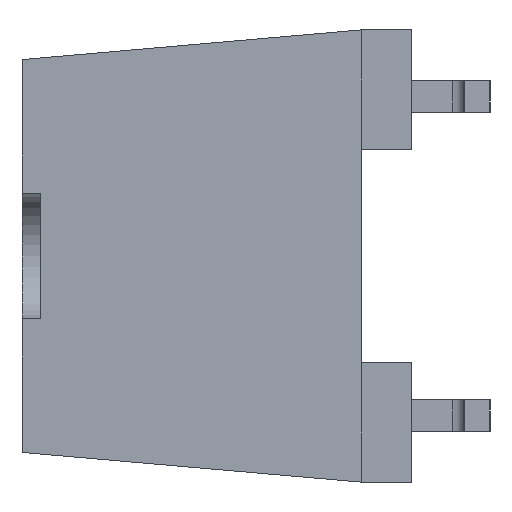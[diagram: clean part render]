
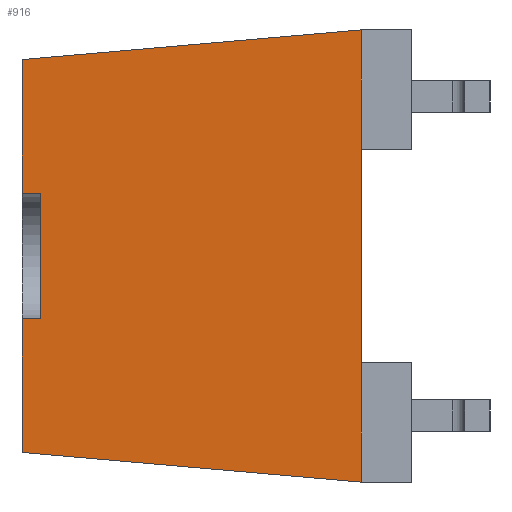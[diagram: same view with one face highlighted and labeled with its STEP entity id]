
A CAD part, left-side view. The second image highlights one B-rep face of the part: STEP entity #916.
In plain terms, the highlighted planar face has unit normal (-0.999, 0.035, 0).
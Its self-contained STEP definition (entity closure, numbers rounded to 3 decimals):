
#57 = DIRECTION ( 'NONE',  ( 0.035, 0.999, 0. ) ) ;
#80 = CARTESIAN_POINT ( 'NONE',  ( -6.4, 2.05, 0. ) ) ;
#83 = VERTEX_POINT ( 'NONE', #1729 ) ;
#118 = EDGE_CURVE ( 'NONE', #2424, #2329, #2803, .T. ) ;
#160 = CARTESIAN_POINT ( 'NONE',  ( -6.4, 2.05, -3.6 ) ) ;
#172 = EDGE_CURVE ( 'NONE', #809, #926, #1602, .T. ) ;
#189 = VECTOR ( 'NONE', #2195, 1000. ) ;
#213 = ORIENTED_EDGE ( 'NONE', *, *, #1652, .F. ) ;
#258 = VERTEX_POINT ( 'NONE', #1849 ) ;
#282 = CARTESIAN_POINT ( 'NONE',  ( -6.222, 7.15, 1. ) ) ;
#337 = DIRECTION ( 'NONE',  ( -0.999, 0.035, 0. ) ) ;
#417 = ORIENTED_EDGE ( 'NONE', *, *, #1443, .F. ) ;
#420 = ORIENTED_EDGE ( 'NONE', *, *, #118, .T. ) ;
#460 = VECTOR ( 'NONE', #938, 1000. ) ;
#492 = DIRECTION ( 'NONE',  ( 0., 0., -1. ) ) ;
#505 = DIRECTION ( 'NONE',  ( 0., 0., -1. ) ) ;
#522 = CARTESIAN_POINT ( 'NONE',  ( -6.211, 7.45, 0. ) ) ;
#540 = VERTEX_POINT ( 'NONE', #1725 ) ;
#575 = ORIENTED_EDGE ( 'NONE', *, *, #172, .T. ) ;
#596 = LINE ( 'NONE', #2723, #460 ) ;
#803 = ORIENTED_EDGE ( 'NONE', *, *, #2546, .T. ) ;
#809 = VERTEX_POINT ( 'NONE', #282 ) ;
#832 = CARTESIAN_POINT ( 'NONE',  ( -6.4, 2.05, 1. ) ) ;
#849 = VECTOR ( 'NONE', #57, 1000. ) ;
#916 = ADVANCED_FACE ( 'NONE', ( #2730 ), #2520, .T. ) ;
#926 = VERTEX_POINT ( 'NONE', #2508 ) ;
#938 = DIRECTION ( 'NONE',  ( 0.035, 0.996, -0.087 ) ) ;
#940 = VECTOR ( 'NONE', #492, 1000. ) ;
#967 = EDGE_CURVE ( 'NONE', #1527, #540, #1954, .T. ) ;
#972 = CARTESIAN_POINT ( 'NONE',  ( -6.211, 7.45, 0. ) ) ;
#981 = DIRECTION ( 'NONE',  ( 0., 0., -1. ) ) ;
#1081 = VERTEX_POINT ( 'NONE', #2144 ) ;
#1095 = VECTOR ( 'NONE', #1804, 1000. ) ;
#1120 = CARTESIAN_POINT ( 'NONE',  ( -6.222, 7.15, 0. ) ) ;
#1135 = VECTOR ( 'NONE', #1713, 1000. ) ;
#1208 = LINE ( 'NONE', #1918, #1841 ) ;
#1299 = EDGE_LOOP ( 'NONE', ( #2865, #2680, #2138, #803, #575, #1838, #2801, #213, #420, #417 ) ) ;
#1339 = CARTESIAN_POINT ( 'NONE',  ( -6.4, 2.05, -1. ) ) ;
#1379 = VECTOR ( 'NONE', #2268, 1000. ) ;
#1415 = CARTESIAN_POINT ( 'NONE',  ( -6.4, 2.05, 0. ) ) ;
#1443 = EDGE_CURVE ( 'NONE', #83, #2329, #1518, .T. ) ;
#1494 = EDGE_CURVE ( 'NONE', #258, #1527, #596, .T. ) ;
#1518 = LINE ( 'NONE', #2289, #940 ) ;
#1527 = VERTEX_POINT ( 'NONE', #2264 ) ;
#1602 = LINE ( 'NONE', #1120, #1095 ) ;
#1652 = EDGE_CURVE ( 'NONE', #2424, #1081, #1208, .T. ) ;
#1658 = VECTOR ( 'NONE', #981, 1000. ) ;
#1680 = DIRECTION ( 'NONE',  ( 0.035, 0.996, 0.087 ) ) ;
#1713 = DIRECTION ( 'NONE',  ( -0.035, -0.999, 0. ) ) ;
#1725 = CARTESIAN_POINT ( 'NONE',  ( -6.211, 7.45, 1. ) ) ;
#1729 = CARTESIAN_POINT ( 'NONE',  ( -6.4, 2.05, 1.7 ) ) ;
#1804 = DIRECTION ( 'NONE',  ( 0., 0., -1. ) ) ;
#1838 = ORIENTED_EDGE ( 'NONE', *, *, #2662, .T. ) ;
#1841 = VECTOR ( 'NONE', #1680, 1000. ) ;
#1849 = CARTESIAN_POINT ( 'NONE',  ( -6.4, 2.05, 3.6 ) ) ;
#1918 = CARTESIAN_POINT ( 'NONE',  ( -6.4, 2.05, -3.6 ) ) ;
#1954 = LINE ( 'NONE', #522, #1658 ) ;
#1974 = LINE ( 'NONE', #80, #1379 ) ;
#1988 = CARTESIAN_POINT ( 'NONE',  ( -6.4, 2.05, 0. ) ) ;
#2074 = LINE ( 'NONE', #1339, #849 ) ;
#2110 = EDGE_CURVE ( 'NONE', #83, #258, #1974, .T. ) ;
#2138 = ORIENTED_EDGE ( 'NONE', *, *, #967, .T. ) ;
#2144 = CARTESIAN_POINT ( 'NONE',  ( -6.211, 7.45, -3.128 ) ) ;
#2195 = DIRECTION ( 'NONE',  ( 0., 0., 1. ) ) ;
#2254 = LINE ( 'NONE', #972, #2779 ) ;
#2259 = EDGE_CURVE ( 'NONE', #2735, #1081, #2254, .T. ) ;
#2264 = CARTESIAN_POINT ( 'NONE',  ( -6.211, 7.45, 3.128 ) ) ;
#2268 = DIRECTION ( 'NONE',  ( 0., 0., 1. ) ) ;
#2289 = CARTESIAN_POINT ( 'NONE',  ( -6.4, 2.05, 0. ) ) ;
#2303 = CARTESIAN_POINT ( 'NONE',  ( -6.211, 7.45, -1. ) ) ;
#2320 = LINE ( 'NONE', #832, #1135 ) ;
#2329 = VERTEX_POINT ( 'NONE', #2802 ) ;
#2424 = VERTEX_POINT ( 'NONE', #160 ) ;
#2508 = CARTESIAN_POINT ( 'NONE',  ( -6.222, 7.15, -1. ) ) ;
#2520 = PLANE ( 'NONE',  #2760 ) ;
#2546 = EDGE_CURVE ( 'NONE', #540, #809, #2320, .T. ) ;
#2552 = DIRECTION ( 'NONE',  ( -0.035, -0.999, 0. ) ) ;
#2662 = EDGE_CURVE ( 'NONE', #926, #2735, #2074, .T. ) ;
#2680 = ORIENTED_EDGE ( 'NONE', *, *, #1494, .T. ) ;
#2723 = CARTESIAN_POINT ( 'NONE',  ( -6.4, 2.05, 3.6 ) ) ;
#2730 = FACE_OUTER_BOUND ( 'NONE', #1299, .T. ) ;
#2735 = VERTEX_POINT ( 'NONE', #2303 ) ;
#2760 = AXIS2_PLACEMENT_3D ( 'NONE', #1415, #337, #2552 ) ;
#2779 = VECTOR ( 'NONE', #505, 1000. ) ;
#2801 = ORIENTED_EDGE ( 'NONE', *, *, #2259, .T. ) ;
#2802 = CARTESIAN_POINT ( 'NONE',  ( -6.4, 2.05, -1.7 ) ) ;
#2803 = LINE ( 'NONE', #1988, #189 ) ;
#2865 = ORIENTED_EDGE ( 'NONE', *, *, #2110, .T. ) ;
